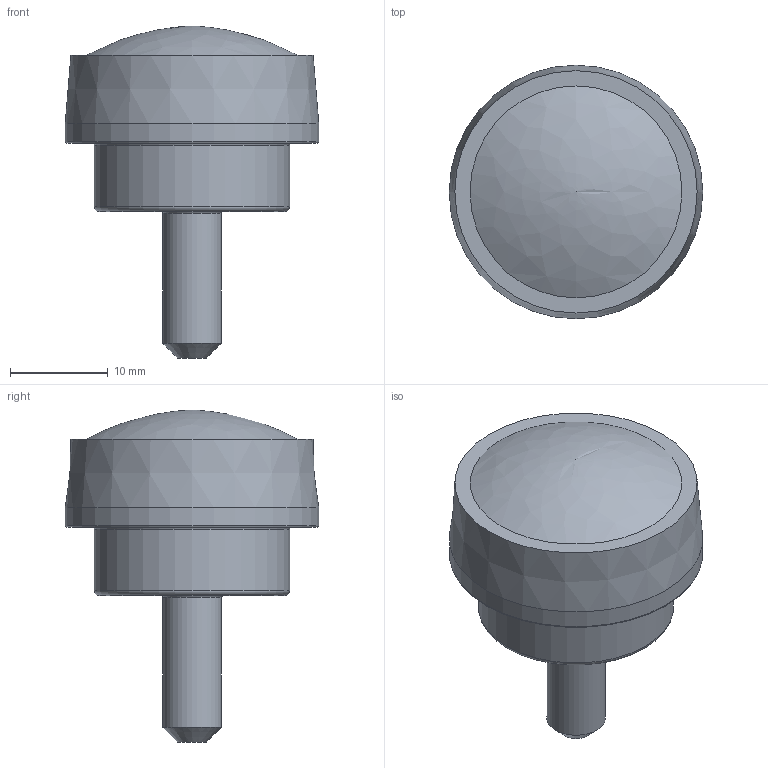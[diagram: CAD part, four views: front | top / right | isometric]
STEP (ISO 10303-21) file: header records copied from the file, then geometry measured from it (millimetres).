
FILE_DESCRIPTION( ( 'Unknown' ), '1' );
FILE_NAME( '6127045_VPZ26_M06x15.stp', 'Unknown', ( 'Unknown' ), ( 'Unknown' ), 'PSStep 11.0', 'Unknown', ' ' );
FILE_SCHEMA( ( 'AUTOMOTIVE_DESIGN { 1 0 10303 214 1 1 1 1 }' ) );
Length unit declared in the file: millimetre
Products named in the file (1): 6127045
Bounding box: 25.96 x 25.96 x 34 mm (x, y, z)
Volume: 7727.9 mm3; surface area: 2509.5 mm2
Topology: 1 solids, 2 shells, 17 faces, 30 edges, 18 vertices
Faces by surface type: plane 5, torus 4, cylinder 4, cone 3, bspline 1
Full cylindrical faces by diameter (mm): 6 x2, 20 x1, 25.96 x1
Entity records: 515 total; most frequent: CARTESIAN_POINT 78, DIRECTION 66, AXIS2_PLACEMENT_3D 33, EDGE_LOOP 32, ORIENTED_EDGE 32, FACE_OUTER_BOUND 25, STYLED_ITEM 17, PRESENTATION_STYLE_ASSIGNMENT 17
